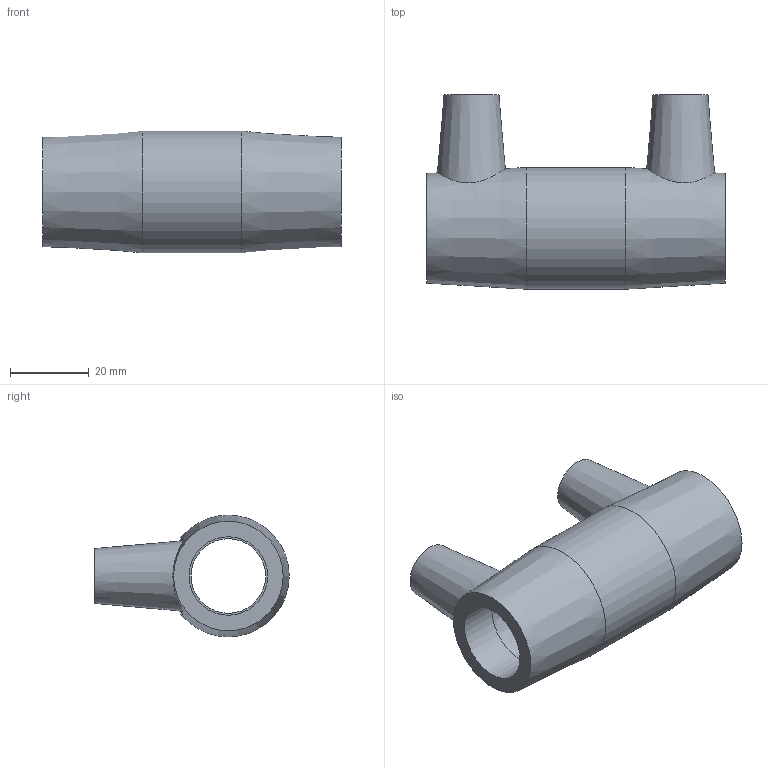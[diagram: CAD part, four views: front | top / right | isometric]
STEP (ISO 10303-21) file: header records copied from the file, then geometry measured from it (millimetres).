
FILE_DESCRIPTION(/* description */ ('PLASSON COUPLER 20-20'),/* implementation_level */ '2;1');
FILE_NAME(/* name */ '490104020.ipt.stp',/* time_stamp */ '2017-11-06T09:10:44+02:00',/* author */ ('KIM'),/* organization */ (''),/* preprocessor_version */ 'ST-DEVELOPER v15.6',/* originating_system */ 'Autodesk Inventor 2015',/* authorisation */ '');
FILE_SCHEMA (('AUTOMOTIVE_DESIGN { 1 0 10303 214 3 1 1 }'));
Length unit declared in the file: millimetre
Products named in the file (1): 490104020
Bounding box: 76 x 49.5 x 31 mm (x, y, z)
Volume: 35444.7 mm3; surface area: 15799.2 mm2
Topology: 1 solids, 1 shells, 28 faces, 52 edges, 34 vertices
Faces by surface type: plane 12, cylinder 10, cone 6
Full cylindrical faces by diameter (mm): 4 x2, 10 x2, 19 x1, 20 x4, 31 x1
Entity records: 660 total; most frequent: CARTESIAN_POINT 159, DIRECTION 110, EDGE_LOOP 56, ORIENTED_EDGE 56, AXIS2_PLACEMENT_3D 55, FACE_BOUND 28, FACE_OUTER_BOUND 28, VERTEX_POINT 28
